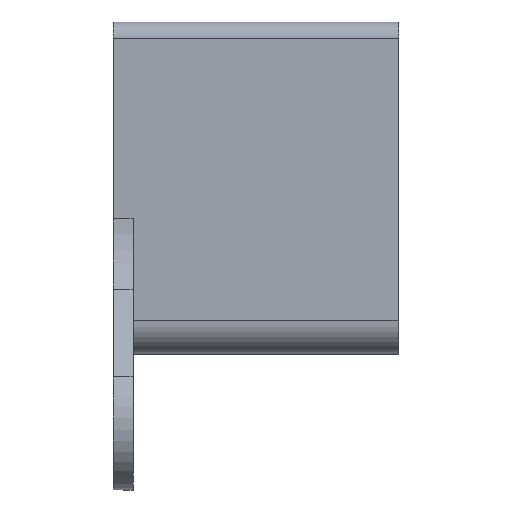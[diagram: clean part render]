
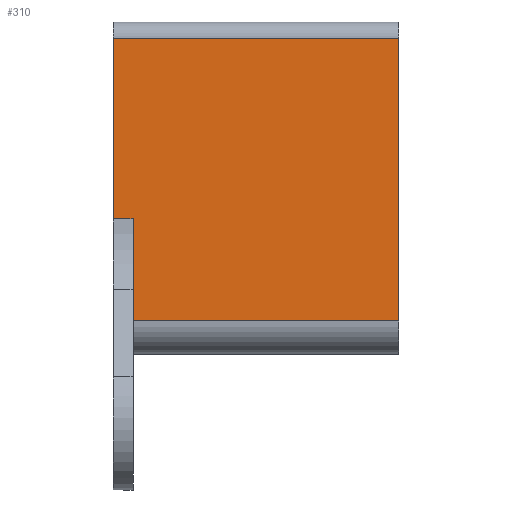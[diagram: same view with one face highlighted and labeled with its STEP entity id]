
A CAD part, left-side view. The second image highlights one B-rep face of the part: STEP entity #310.
In plain terms, the highlighted planar face has unit normal (-1, 0, 0).
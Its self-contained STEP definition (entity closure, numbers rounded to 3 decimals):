
#17=PLANE('',#343);
#27=FACE_OUTER_BOUND('',#44,.T.);
#44=EDGE_LOOP('',(#215,#216,#217,#218,#219,#220));
#62=LINE('',#476,#91);
#64=LINE('',#482,#93);
#65=LINE('',#484,#94);
#66=LINE('',#486,#95);
#67=LINE('',#488,#96);
#68=LINE('',#489,#97);
#91=VECTOR('',#379,10.);
#93=VECTOR('',#385,10.);
#94=VECTOR('',#386,10.);
#95=VECTOR('',#387,10.);
#96=VECTOR('',#388,10.);
#97=VECTOR('',#389,10.);
#137=VERTEX_POINT('',#473);
#138=VERTEX_POINT('',#475);
#140=VERTEX_POINT('',#481);
#141=VERTEX_POINT('',#483);
#142=VERTEX_POINT('',#485);
#143=VERTEX_POINT('',#487);
#167=EDGE_CURVE('',#137,#138,#62,.T.);
#170=EDGE_CURVE('',#140,#137,#64,.T.);
#171=EDGE_CURVE('',#141,#140,#65,.T.);
#172=EDGE_CURVE('',#142,#141,#66,.T.);
#173=EDGE_CURVE('',#143,#142,#67,.T.);
#174=EDGE_CURVE('',#138,#143,#68,.T.);
#215=ORIENTED_EDGE('',*,*,#167,.F.);
#216=ORIENTED_EDGE('',*,*,#170,.F.);
#217=ORIENTED_EDGE('',*,*,#171,.F.);
#218=ORIENTED_EDGE('',*,*,#172,.F.);
#219=ORIENTED_EDGE('',*,*,#173,.F.);
#220=ORIENTED_EDGE('',*,*,#174,.F.);
#310=ADVANCED_FACE('',(#27),#17,.T.);
#343=AXIS2_PLACEMENT_3D('',#480,#383,#384);
#379=DIRECTION('',(0.,1.,0.));
#383=DIRECTION('center_axis',(-1.,0.,0.));
#384=DIRECTION('ref_axis',(0.,0.,1.));
#385=DIRECTION('',(0.,0.,-1.));
#386=DIRECTION('',(0.,-1.,0.));
#387=DIRECTION('',(0.,0.,1.));
#388=DIRECTION('',(0.,1.,0.));
#389=DIRECTION('',(0.,0.,1.));
#473=CARTESIAN_POINT('',(4.2,-16.,6.2));
#475=CARTESIAN_POINT('',(4.2,0.,6.2));
#476=CARTESIAN_POINT('',(4.2,0.,6.2));
#480=CARTESIAN_POINT('Origin',(4.2,0.,9.857));
#481=CARTESIAN_POINT('',(4.2,-16.,23.2));
#482=CARTESIAN_POINT('',(4.2,-16.,23.2));
#483=CARTESIAN_POINT('',(4.2,1.2,23.2));
#484=CARTESIAN_POINT('',(4.2,0.,23.2));
#485=CARTESIAN_POINT('',(4.2,1.2,12.342));
#486=CARTESIAN_POINT('',(4.2,1.2,24.2));
#487=CARTESIAN_POINT('',(4.2,0.,12.342));
#488=CARTESIAN_POINT('',(4.2,0.,12.342));
#489=CARTESIAN_POINT('',(4.2,0.,16.236));
